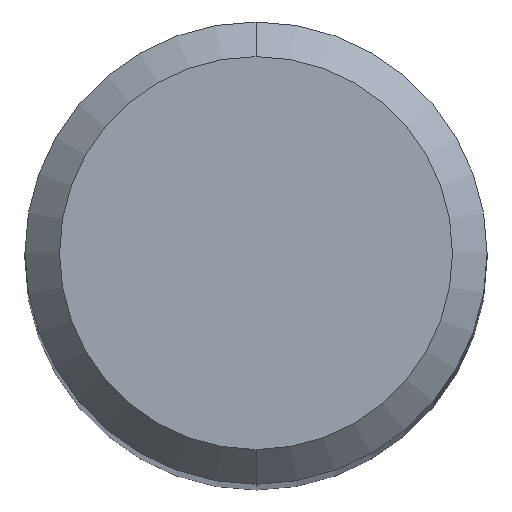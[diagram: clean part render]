
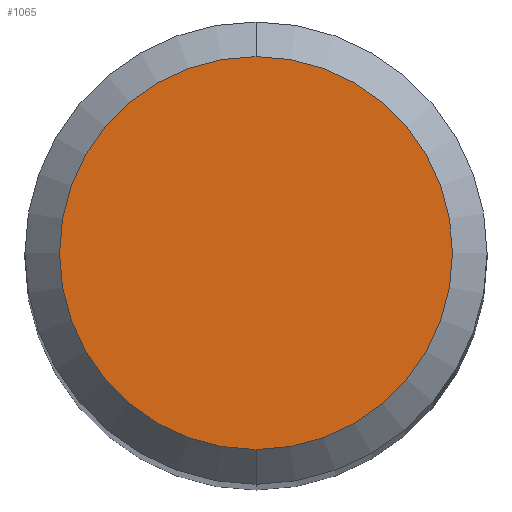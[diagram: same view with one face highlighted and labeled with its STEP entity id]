
A CAD part, top view. The second image highlights one B-rep face of the part: STEP entity #1065.
In plain terms, the highlighted planar face has unit normal (0, 0, 1).
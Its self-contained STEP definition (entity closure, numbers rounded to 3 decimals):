
#849=VERTEX_POINT('',#1716);
#983=VERTEX_POINT('',#1857);
#1033=EDGE_CURVE('',#849,#983,#1916,.T.);
#1065=ADVANCED_FACE('',(#1951),#1952,.T.);
#1131=EDGE_CURVE('',#983,#849,#2023,.T.);
#1716=CARTESIAN_POINT('',(0.,-1.7,0.0));
#1857=CARTESIAN_POINT('',(0.0,1.7,0.0));
#1916=CIRCLE('',#4886,1.7);
#1951=FACE_OUTER_BOUND('',#5178,.T.);
#1952=PLANE('',#5179);
#2023=CIRCLE('',#5412,1.7);
#4886=AXIS2_PLACEMENT_3D('',#6484,#6485,#6486);
#5178=EDGE_LOOP('',(#6529,#6530));
#5179=AXIS2_PLACEMENT_3D('',#6531,#6532,#6533);
#5412=AXIS2_PLACEMENT_3D('',#6597,#6598,#6599);
#6484=CARTESIAN_POINT('',(0.0,0.0,0.0));
#6485=DIRECTION('',(0.0,0.0,-1.0));
#6486=DIRECTION('',(0.0,1.0,0.0));
#6529=ORIENTED_EDGE('',*,*,#1131,.F.);
#6530=ORIENTED_EDGE('',*,*,#1033,.F.);
#6531=CARTESIAN_POINT('',(0.0,0.85,0.0));
#6532=DIRECTION('',(-0.0,0.0,1.0));
#6533=DIRECTION('',(0.0,-1.0,0.0));
#6597=CARTESIAN_POINT('',(0.0,0.0,0.0));
#6598=DIRECTION('',(0.0,0.0,-1.0));
#6599=DIRECTION('',(0.0,1.0,0.0));
